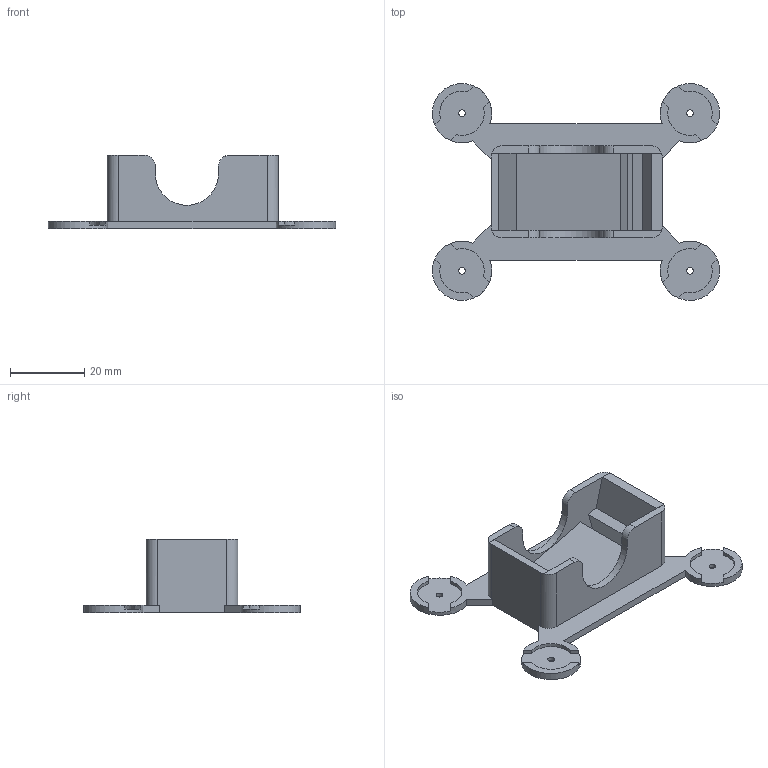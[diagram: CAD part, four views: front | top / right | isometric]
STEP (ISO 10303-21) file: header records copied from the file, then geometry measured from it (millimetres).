
FILE_DESCRIPTION(('FreeCAD Model'),'2;1');
FILE_NAME('SM-S430R-support-inclined.step','2018-03-26T18:36:32',(''),(''), 'Open CASCADE STEP processor 7.1','FreeCAD','Unknown');
FILE_SCHEMA(('AUTOMOTIVE_DESIGN { 1 0 10303 214 1 1 1 1 }'));
Length unit declared in the file: millimetre
Products named in the file (1): Servo-support
Bounding box: 77.43 x 58.47 x 19.84 mm (x, y, z)
Volume: 12864.7 mm3; surface area: 9452.7 mm2
Topology: 1 solids, 1 shells, 83 faces, 251 edges, 170 vertices
Faces by surface type: plane 57, cylinder 26
Full cylindrical faces by diameter (mm): 1.8 x4
Entity records: 6314 total; most frequent: CARTESIAN_POINT 1289, DIRECTION 958, LINE 581, VECTOR 581, ORIENTED_EDGE 502, PCURVE 502, DEFINITIONAL_REPRESENTATION 502, EDGE_CURVE 251
